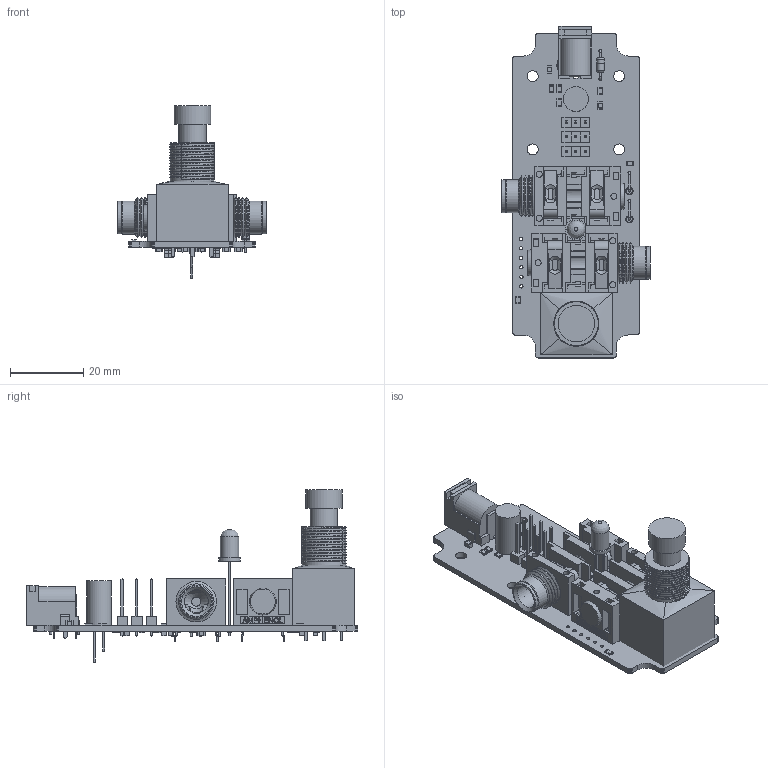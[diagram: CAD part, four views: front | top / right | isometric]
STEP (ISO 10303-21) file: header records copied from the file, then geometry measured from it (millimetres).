
FILE_DESCRIPTION(('FreeCAD Model'),'2;1');
FILE_NAME('Open CASCADE Shape Model','2021-09-20T19:35:31',(''),(''), 'Open CASCADE STEP processor 7.5','FreeCAD','Unknown');
FILE_SCHEMA(('AUTOMOTIVE_DESIGN { 1 0 10303 214 1 1 1 1 }'));
Length unit declared in the file: millimetre
Products named in the file (27): MainBoard; Board_Geoms_ba79; Pcb_ba79; Step_Models_ba79; Top_ba79; D2_D_DO-35_SOD27_P5.08mm_Vertical_KathodeUp_614ABF67; SW1_FS57003PLT2B2M2QE_614909C1; R21_75160-195-03LF_61490F57; Shroud; Pin; J3_CUI_DEVICES_PJ-102A_6148E860; J2_ACJS-HHDR_614900F5; PART1; ACJS-HHDR MODEL; ACJS-HHDR MODEL001; ACJS-HHDR MODEL002; ACJS-HHDR MODEL003; ~PART1; C12_ASSEMBLY_614A9C1D; SimpleBody; Pin1; Pin2; R23_R_0805_2012Metric_6148E9F2; D5_D_DO-35_SOD27_P7.62mm_Horizontal_6148EC6D; D4_QBL8XX60D_614AC2A3; C11_C_0805_2012Metric_6148E70D; Bot_ba79
Assembly tree (61 placements, depth 5):
  MainBoard
    Board_Geoms_ba79
      Pcb_ba79
    Step_Models_ba79
      Top_ba79
        D2_D_DO-35_SOD27_P5.08mm_Vertical_KathodeUp_614ABF67  x2
        SW1_FS57003PLT2B2M2QE_614909C1
        R21_75160-195-03LF_61490F57  x3
          Shroud
          Pin
        J3_CUI_DEVICES_PJ-102A_6148E860
        J2_ACJS-HHDR_614900F5  x2
          PART1
          ACJS-HHDR MODEL
          ACJS-HHDR MODEL001
          ACJS-HHDR MODEL002
          ACJS-HHDR MODEL003
          ~PART1
        C12_ASSEMBLY_614A9C1D
          SimpleBody
          Pin1
          Pin2
        R23_R_0805_2012Metric_6148E9F2  x6
        D5_D_DO-35_SOD27_P7.62mm_Horizontal_6148EC6D
        D4_QBL8XX60D_614AC2A3
        C11_C_0805_2012Metric_6148E70D  x3
      Bot_ba79
        R23_R_0805_2012Metric_6148E9F2  x13
        C11_C_0805_2012Metric_6148E70D  x7
Bounding box: 40.63 x 90.63 x 47 mm (x, y, z)
Volume: 19556.5 mm3; surface area: 21350 mm2
Topology: 70 solids, 70 shells, 2258 faces, 5996 edges, 4044 vertices
Faces by surface type: plane 1592, cylinder 533, extrusion 64, cone 44, torus 14, bspline 10, revolution 1
Full cylindrical faces by diameter (mm): 0.5 x11, 0.55 x2, 0.75 x2, 0.8 x6, 0.9 x6, 1 x2, 1.1 x9, 1.194 x2, 1.2 x7, 1.45 x8, 1.65 x12, 2 x6, 2.02 x3, 3 x4, 5 x1, 6.5 x4, 6.8 x1, 7.1 x4, 7.481 x1, 7.7 x8, 8.9 x2, 9 x2, 9.7 x10, 10 x1, 11.1 x8, 12 x14
Entity records: 37457 total; most frequent: CARTESIAN_POINT 12282, ORIENTED_EDGE 4782, DIRECTION 4493, EDGE_CURVE 2391, VECTOR 1772, LINE 1708, VERTEX_POINT 1569, AXIS2_PLACEMENT_3D 1360
